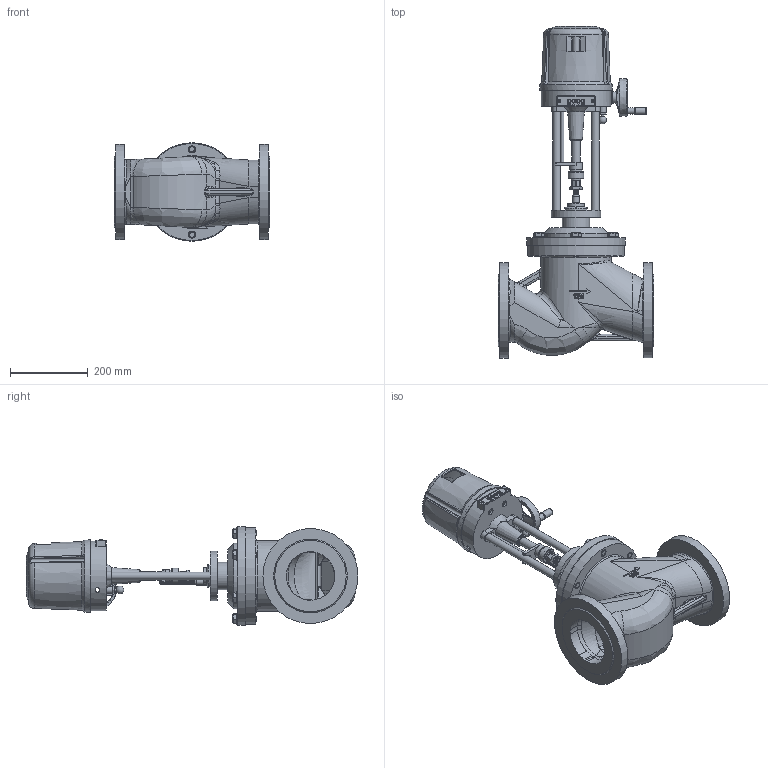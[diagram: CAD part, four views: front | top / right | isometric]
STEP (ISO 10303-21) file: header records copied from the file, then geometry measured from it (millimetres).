
FILE_DESCRIPTION(/* description */ (''),/* implementation_level */ '2;1');
FILE_NAME(/* name */ 'Р11 DN125 + ЭПА_ЭПР 204.stp',/* time_stamp */ '2024-03-17T12:04:29+03:00',/* author */ ('kostr'),/* organization */ (''),/* preprocessor_version */ 'ST-DEVELOPER v18.1',/* originating_system */ 'AutoCAD Mechanical',/* authorisation */ '');
FILE_SCHEMA (('AUTOMOTIVE_DESIGN { 1 0 10303 214 3 1 1 }'));
Length unit declared in the file: millimetre
Products named in the file (16): Product; *U5; *U4; 200B-03-07 底座（改）$1$ATF; 200-02-07 反馈杆$1$ATF; 200-04-01 防护罩示意图$1$ATF; 200-05-03 轴套$1$ATF; 200-05-04 定位套示意图$1$ATF; 200-05-05 定位销$1$ATF; 200 手柄球$1$ATF; 200-03-02 螺纹压套$1$ATF; 200-03-05 行程螺纹套筒$1$ATF; 200&300 新改底座按键板（按键尺寸6×
6+6）模型示意图$1$ATF; 200B-03-14 底座按键胶垫$1$ATF; 200B-03-13 底座按键压板$1$ATF; 200手轮$1$ATF
Assembly tree (20 placements, depth 3):
  Product
    *U5
      *U4  x6
    200B-03-07 底座（改）$1$ATF
    200-02-07 反馈杆$1$ATF
    200-04-01 防护罩示意图$1$ATF
    200-05-03 轴套$1$ATF
    200-05-04 定位套示意图$1$ATF
    200-05-05 定位销$1$ATF
    200 手柄球$1$ATF
    200-03-02 螺纹压套$1$ATF
    200-03-05 行程螺纹套筒$1$ATF
    200&300 新改底座按键板（按键尺寸6×
6+6）模型示意图$1$ATF
    200B-03-14 底座按键胶垫$1$ATF
    200B-03-13 底座按键压板$1$ATF
    200手轮$1$ATF
Bounding box: 400 x 855.96 x 254 mm (x, y, z)
Volume: 9446173.6 mm3; surface area: 1536290.3 mm2
Topology: 41 solids, 41 shells, 1595 faces, 4557 edges, 3132 vertices
Faces by surface type: plane 747, cylinder 395, bspline 235, cone 117, torus 92, sphere 9
Full cylindrical faces by diameter (mm): 2.5 x2, 3.3 x8, 3.4 x4, 4 x1, 4.2 x16, 4.5 x4, 5 x9, 5.5 x3, 6 x2, 7.5 x1, 8 x2, 9 x6, 9.5 x4, 10 x6, 10.2 x2, 11 x2, 11.5 x4, 12 x7, 12.5 x1, 12.75 x1, 13 x1, 13.05 x1, 14 x3, 15 x2, 16 x18, 16.5 x2, 17 x6, 17.2 x1, 17.5 x1, 17.85 x1
Entity records: 110160 total; most frequent: CARTESIAN_POINT 70153, ORIENTED_EDGE 8594, DIRECTION 8051, EDGE_CURVE 4297, AXIS2_PLACEMENT_3D 3055, VERTEX_POINT 2981, LINE 1941, VECTOR 1941
